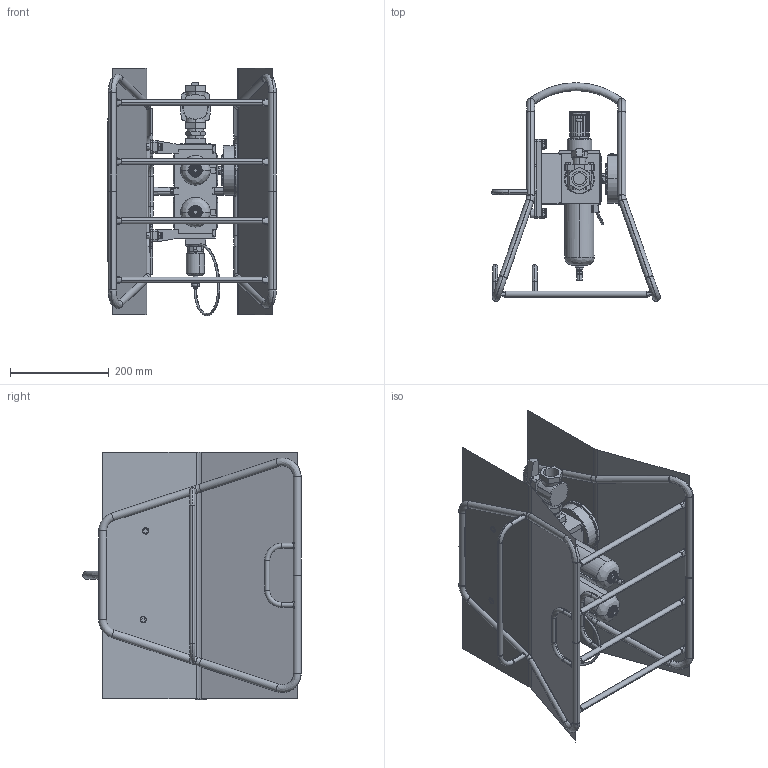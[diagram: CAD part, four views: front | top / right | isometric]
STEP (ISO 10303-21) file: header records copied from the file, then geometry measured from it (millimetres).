
FILE_DESCRIPTION((''),'2;1');
FILE_NAME('ASM0005_ASM','2020-04-14T07:21:10',('INEdipo'),(''),'CREO PARAMETRIC BY PTC INC, 2018100','CREO PARAMETRIC BY PTC INC, 2018100','');
FILE_SCHEMA(('CONFIG_CONTROL_DESIGN','SHAPE_APPEARANCE_LAYERS_GROUPS'));
Products named in the file (51): MSBR-49_1; MSBR-48_1; MSBR-47_1; MSBR-46_1; MSBR-45_1; MSBR-44_1; MSBR-43_1; MSBR-42_1; MSBR-41_1; MSBR-40_1; MSBR-39_1; MSBR-38_1; MSBR-37_1; MSBR-36_1; MSBR-35_1; MSBR-34_1; MSBR-33_1; MSBR-32_1; MSBR-31_1; MSBR-30_1; MSBR-29_1; MSBR-28_1; MSBR-27_1; MSBR-26_1; MSBR-25_1; MSBR-24_1; MSBR-23_1; MSBR-22_1; MSBR-21_1; MSBR-20_1; MSBR-19_1; MSBR-18_1; MSBR-17_1; MSBR-16_1; MSBR-15_1; MSBR-14_1; MSBR-13_1; MSBR-12_1; MSBR-11_1; MSBR-10_1 ...
Assembly tree (50 placements, depth 2):
  ASM0005_ASM
    MSBR-49_1
    MSBR-48_1
    MSBR-47_1
    MSBR-46_1
    MSBR-45_1
    MSBR-44_1
    MSBR-43_1
    MSBR-42_1
    MSBR-41_1
    MSBR-40_1
    MSBR-39_1
    MSBR-38_1
    MSBR-37_1
    MSBR-36_1
    MSBR-35_1
    MSBR-34_1
    MSBR-33_1
    MSBR-32_1
    MSBR-31_1
    MSBR-30_1
    MSBR-29_1
    MSBR-28_1
    MSBR-27_1
    MSBR-26_1
    MSBR-25_1
    MSBR-24_1
    MSBR-23_1
    MSBR-22_1
    MSBR-21_1
    MSBR-20_1
    MSBR-19_1
    MSBR-18_1
    MSBR-17_1
    MSBR-16_1
    MSBR-15_1
    MSBR-14_1
    MSBR-13_1
    MSBR-12_1
    MSBR-11_1
    MSBR-10_1
    MSBR-9_1
    MSBR-8_1
    MSBR-7_1
    MSBR-6_1
    MSBR-5_1
    MSBR-4_1
    MSBR-3_1
    MSBR-2_1
    MSBR-1_1
    PRT0006
Bounding box: 342 x 443 x 502.83 mm (x, y, z)
Volume: 3615442 mm3; surface area: 1387233.6 mm2
Topology: 49 solids, 58 shells, 4587 faces, 12369 edges, 8053 vertices
Faces by surface type: plane 2529, cylinder 956, torus 302, cone 290, bspline 224, extrusion 208, sphere 78
Entity records: 198299 total; most frequent: CARTESIAN_POINT 52089, ORIENTED_EDGE 24570, DIRECTION 22693, EDGE_CURVE 12317, VERTEX_POINT 8047, VECTOR 7795, LINE 7587, AXIS2_PLACEMENT_3D 7449
